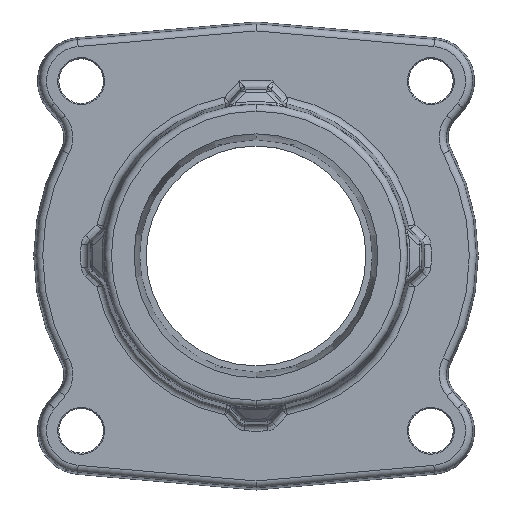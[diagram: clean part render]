
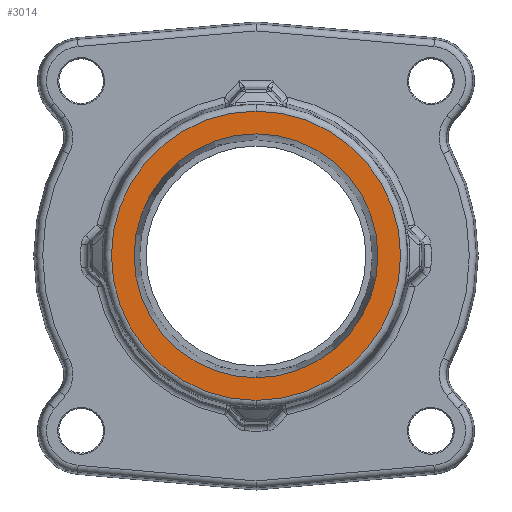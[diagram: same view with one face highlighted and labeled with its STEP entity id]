
A CAD part, top view. The second image highlights one B-rep face of the part: STEP entity #3014.
In plain terms, the highlighted planar face has unit normal (0, 0, 1).
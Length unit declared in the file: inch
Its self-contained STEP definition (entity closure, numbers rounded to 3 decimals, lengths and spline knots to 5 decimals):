
#203=CARTESIAN_POINT('',(0.,0.,1.375));
#204=DIRECTION('',(0.,0.,1.));
#205=DIRECTION('',(0.,1.,0.));
#206=AXIS2_PLACEMENT_3D('',#203,#204,#205);
#208=CARTESIAN_POINT('',(0.,0.,1.375));
#209=DIRECTION('',(0.,0.,1.));
#210=DIRECTION('',(0.,-1.,0.));
#211=AXIS2_PLACEMENT_3D('',#208,#209,#210);
#213=CARTESIAN_POINT('',(0.,0.,1.375));
#214=DIRECTION('',(0.,0.,1.));
#215=DIRECTION('',(0.,1.,0.));
#216=AXIS2_PLACEMENT_3D('',#213,#214,#215);
#228=CARTESIAN_POINT('',(0.,0.,1.375));
#229=DIRECTION('',(0.,0.,1.));
#230=DIRECTION('',(0.,-1.,0.));
#231=AXIS2_PLACEMENT_3D('',#228,#229,#230);
#2606=CARTESIAN_POINT('',(0.,1.1095,1.375));
#2607=CARTESIAN_POINT('',(0.,-1.1095,1.375));
#2608=VERTEX_POINT('',#2606);
#2609=VERTEX_POINT('',#2607);
#2671=CARTESIAN_POINT('',(0.,1.31569,1.375));
#2672=CARTESIAN_POINT('',(0.,-1.31569,1.375));
#2673=VERTEX_POINT('',#2671);
#2674=VERTEX_POINT('',#2672);
#2998=CARTESIAN_POINT('',(0.,0.,1.375));
#2999=DIRECTION('',(0.,0.,-1.));
#3000=DIRECTION('',(0.,-1.,0.));
#3001=AXIS2_PLACEMENT_3D('',#2998,#2999,#3000);
#3002=PLANE('',#3001);
#3004=ORIENTED_EDGE('',*,*,#3003,.F.);
#3006=ORIENTED_EDGE('',*,*,#3005,.F.);
#3007=EDGE_LOOP('',(#3004,#3006));
#3008=FACE_OUTER_BOUND('',#3007,.F.);
#3010=ORIENTED_EDGE('',*,*,#3009,.T.);
#3011=ORIENTED_EDGE('',*,*,#2988,.T.);
#3012=EDGE_LOOP('',(#3010,#3011));
#3013=FACE_BOUND('',#3012,.F.);
#207=CIRCLE('',#206,1.1095);
#212=CIRCLE('',#211,1.1095);
#217=CIRCLE('',#216,1.31569);
#232=CIRCLE('',#231,1.31569);
#2988=EDGE_CURVE('',#2609,#2608,#212,.T.);
#3003=EDGE_CURVE('',#2673,#2674,#217,.T.);
#3005=EDGE_CURVE('',#2674,#2673,#232,.T.);
#3009=EDGE_CURVE('',#2608,#2609,#207,.T.);
#3014=ADVANCED_FACE('',(#3008,#3013),#3002,.F.);
